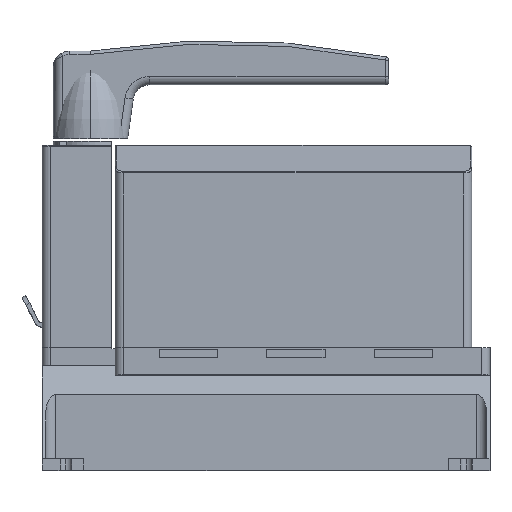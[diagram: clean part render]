
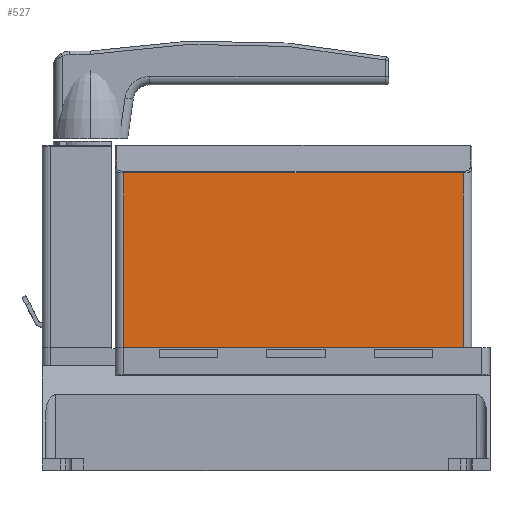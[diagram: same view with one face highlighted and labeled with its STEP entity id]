
A CAD part, top view. The second image highlights one B-rep face of the part: STEP entity #527.
In plain terms, the highlighted planar face has unit normal (0, 0, 1).
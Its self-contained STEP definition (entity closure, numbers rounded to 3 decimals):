
#432 = EDGE_LOOP ( 'NONE', ( #21072, #3257, #775, #13308 ) ) ;
#527 = ADVANCED_FACE ( 'NONE', ( #2200 ), #8557, .F. ) ;
#775 = ORIENTED_EDGE ( 'NONE', *, *, #3559, .T. ) ;
#1651 = VERTEX_POINT ( 'NONE', #20776 ) ;
#1985 = VERTEX_POINT ( 'NONE', #14936 ) ;
#2200 = FACE_OUTER_BOUND ( 'NONE', #432, .T. ) ;
#2367 = EDGE_CURVE ( 'NONE', #1651, #18931, #13651, .T. ) ;
#2976 = DIRECTION ( 'NONE',  ( 0., 1., 0. ) ) ;
#3257 = ORIENTED_EDGE ( 'NONE', *, *, #19029, .T. ) ;
#3470 = LINE ( 'NONE', #21389, #16855 ) ;
#3559 = EDGE_CURVE ( 'NONE', #1985, #8492, #3470, .T. ) ;
#5987 = AXIS2_PLACEMENT_3D ( 'NONE', #20737, #17103, #2976 ) ;
#7592 = DIRECTION ( 'NONE',  ( 1., 0., 0. ) ) ;
#8492 = VERTEX_POINT ( 'NONE', #19838 ) ;
#8557 = PLANE ( 'NONE',  #5987 ) ;
#8993 = VECTOR ( 'NONE', #18577, 1000. ) ;
#12571 = VECTOR ( 'NONE', #12661, 1000. ) ;
#12661 = DIRECTION ( 'NONE',  ( 0., 1., 0. ) ) ;
#13308 = ORIENTED_EDGE ( 'NONE', *, *, #19131, .T. ) ;
#13651 = LINE ( 'NONE', #17801, #14188 ) ;
#14188 = VECTOR ( 'NONE', #7592, 1000. ) ;
#14936 = CARTESIAN_POINT ( 'NONE',  ( 254., 179.365, 80. ) ) ;
#16855 = VECTOR ( 'NONE', #21536, 1000. ) ;
#17103 = DIRECTION ( 'NONE',  ( 0., 0., -1. ) ) ;
#17201 = LINE ( 'NONE', #21322, #12571 ) ;
#17801 = CARTESIAN_POINT ( 'NONE',  ( 44., 74., 80. ) ) ;
#18577 = DIRECTION ( 'NONE',  ( 0., -1., 0. ) ) ;
#18931 = VERTEX_POINT ( 'NONE', #21545 ) ;
#19029 = EDGE_CURVE ( 'NONE', #18931, #1985, #17201, .T. ) ;
#19131 = EDGE_CURVE ( 'NONE', #8492, #1651, #19638, .T. ) ;
#19638 = LINE ( 'NONE', #19946, #8993 ) ;
#19838 = CARTESIAN_POINT ( 'NONE',  ( 49., 179.365, 80. ) ) ;
#19946 = CARTESIAN_POINT ( 'NONE',  ( 49., 705.847, 80. ) ) ;
#20737 = CARTESIAN_POINT ( 'NONE',  ( 44., 705.847, 80. ) ) ;
#20776 = CARTESIAN_POINT ( 'NONE',  ( 49., 74., 80. ) ) ;
#21072 = ORIENTED_EDGE ( 'NONE', *, *, #2367, .T. ) ;
#21322 = CARTESIAN_POINT ( 'NONE',  ( 254., 705.847, 80. ) ) ;
#21389 = CARTESIAN_POINT ( 'NONE',  ( 44., 179.365, 80. ) ) ;
#21536 = DIRECTION ( 'NONE',  ( -1., 0., 0. ) ) ;
#21545 = CARTESIAN_POINT ( 'NONE',  ( 254., 74., 80. ) ) ;
